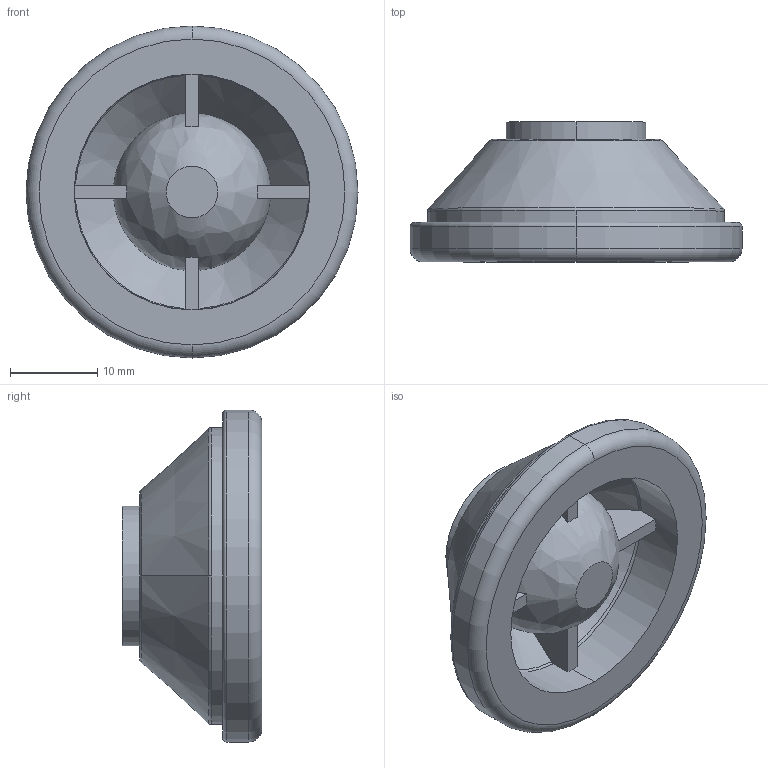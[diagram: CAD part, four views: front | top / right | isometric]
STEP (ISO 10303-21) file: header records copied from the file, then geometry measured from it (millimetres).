
FILE_DESCRIPTION (( 'STEP AP214' ), '1' );
FILE_NAME ('Foot Plastic.step', '2019-11-11T12:26:44', ( '' ), ( '' ), 'SwSTEP 2.0', 'SolidWorks 2019', '' );
FILE_SCHEMA (( 'AUTOMOTIVE_DESIGN' ));
Length unit declared in the file: millimetre
Products named in the file (1): Foot Plastic
Bounding box: 38 x 16 x 38 mm (x, y, z)
Volume: 6806.1 mm3; surface area: 4956.5 mm2
Topology: 1 solids, 1 shells, 48 faces, 125 edges, 80 vertices
Faces by surface type: plane 17, torus 12, cylinder 10, cone 6, bspline 3
Entity records: 1673 total; most frequent: CARTESIAN_POINT 477, DIRECTION 254, ORIENTED_EDGE 242, EDGE_CURVE 121, AXIS2_PLACEMENT_3D 113, VERTEX_POINT 80, CIRCLE 67, EDGE_LOOP 53
